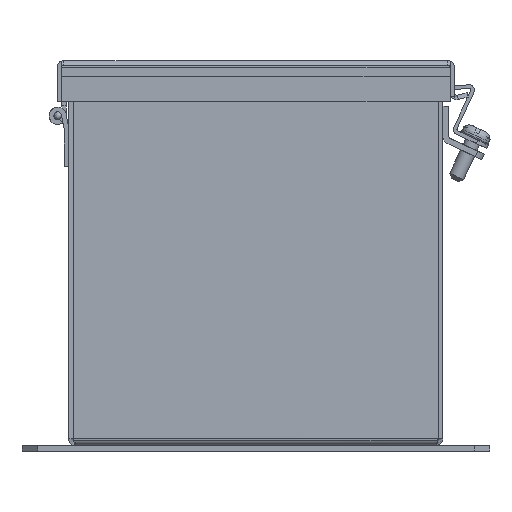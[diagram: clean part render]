
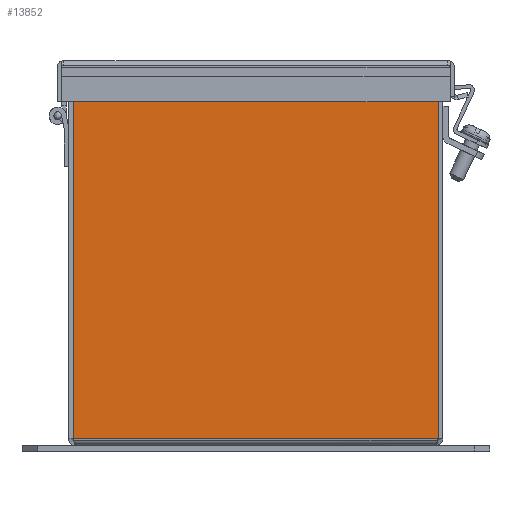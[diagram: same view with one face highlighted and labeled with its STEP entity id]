
A CAD part, left-side view. The second image highlights one B-rep face of the part: STEP entity #13852.
In plain terms, the highlighted planar face has unit normal (-1, 0, 0).
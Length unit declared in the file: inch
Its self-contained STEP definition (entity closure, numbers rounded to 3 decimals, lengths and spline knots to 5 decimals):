
#327 = EDGE_CURVE ( 'NONE', #16065, #2636, #7591, .T. ) ;
#515 = DIRECTION ( 'NONE',  ( 0., 0., 1. ) ) ;
#1061 = EDGE_CURVE ( 'NONE', #3950, #2636, #18194, .T. ) ;
#1210 = DIRECTION ( 'NONE',  ( 1., 0., 0. ) ) ;
#1247 = EDGE_CURVE ( 'NONE', #2567, #3950, #1903, .T. ) ;
#1871 = EDGE_LOOP ( 'NONE', ( #5490, #3488, #14725, #2171, #6039, #2175 ) ) ;
#1902 = CARTESIAN_POINT ( 'NONE',  ( -15., 2.91796, 5.892 ) ) ;
#1903 = LINE ( 'NONE', #6018, #4608 ) ;
#2171 = ORIENTED_EDGE ( 'NONE', *, *, #327, .T. ) ;
#2175 = ORIENTED_EDGE ( 'NONE', *, *, #1247, .F. ) ;
#2567 = VERTEX_POINT ( 'NONE', #1902 ) ;
#2576 = CARTESIAN_POINT ( 'NONE',  ( -15., -2.91796, 5.892 ) ) ;
#2636 = VERTEX_POINT ( 'NONE', #3333 ) ;
#2649 = VERTEX_POINT ( 'NONE', #5613 ) ;
#3333 = CARTESIAN_POINT ( 'NONE',  ( -15., -2.92789, 5.82223 ) ) ;
#3488 = ORIENTED_EDGE ( 'NONE', *, *, #17369, .F. ) ;
#3950 = VERTEX_POINT ( 'NONE', #2576 ) ;
#4179 = AXIS2_PLACEMENT_3D ( 'NONE', #10125, #6987, #18717 ) ;
#4560 = EDGE_CURVE ( 'NONE', #16065, #18076, #10616, .T. ) ;
#4608 = VECTOR ( 'NONE', #7735, 39.37008 ) ;
#4639 = LINE ( 'NONE', #8660, #14648 ) ;
#5490 = ORIENTED_EDGE ( 'NONE', *, *, #5503, .F. ) ;
#5503 = EDGE_CURVE ( 'NONE', #2649, #2567, #12350, .T. ) ;
#5613 = CARTESIAN_POINT ( 'NONE',  ( -15., 2.92789, 5.82223 ) ) ;
#6018 = CARTESIAN_POINT ( 'NONE',  ( -15., 20.406, 5.892 ) ) ;
#6039 = ORIENTED_EDGE ( 'NONE', *, *, #1061, .F. ) ;
#6987 = DIRECTION ( 'NONE',  ( 1., 0., 0. ) ) ;
#7412 = DIRECTION ( 'NONE',  ( 0., 0., 1. ) ) ;
#7591 = LINE ( 'NONE', #13391, #18314 ) ;
#7735 = DIRECTION ( 'NONE',  ( 0., -1., 0. ) ) ;
#8660 = CARTESIAN_POINT ( 'NONE',  ( -15., 2.92789, 0.108 ) ) ;
#8954 = FACE_OUTER_BOUND ( 'NONE', #1871, .T. ) ;
#10115 = CARTESIAN_POINT ( 'NONE',  ( -15., 20.406, 0. ) ) ;
#10125 = CARTESIAN_POINT ( 'NONE',  ( -15., -2.67789, 5.82223 ) ) ;
#10616 = LINE ( 'NONE', #18163, #12899 ) ;
#11725 = AXIS2_PLACEMENT_3D ( 'NONE', #10115, #17733, #14498 ) ;
#12052 = CARTESIAN_POINT ( 'NONE',  ( -15., 2.92789, 0.108 ) ) ;
#12135 = DIRECTION ( 'NONE',  ( 0., 1., 0. ) ) ;
#12350 = CIRCLE ( 'NONE', #13536, 0.25 ) ;
#12838 = CARTESIAN_POINT ( 'NONE',  ( -15., 2.67789, 5.82223 ) ) ;
#12899 = VECTOR ( 'NONE', #12135, 39.37008 ) ;
#12938 = DIRECTION ( 'NONE',  ( 0., 0., -1. ) ) ;
#13335 = PLANE ( 'NONE',  #11725 ) ;
#13391 = CARTESIAN_POINT ( 'NONE',  ( -15., -2.92789, 0.108 ) ) ;
#13536 = AXIS2_PLACEMENT_3D ( 'NONE', #12838, #1210, #12938 ) ;
#13852 = ADVANCED_FACE ( 'NONE', ( #8954 ), #13335, .F. ) ;
#14498 = DIRECTION ( 'NONE',  ( 0., -1., 0. ) ) ;
#14648 = VECTOR ( 'NONE', #7412, 39.37008 ) ;
#14725 = ORIENTED_EDGE ( 'NONE', *, *, #4560, .F. ) ;
#14903 = CARTESIAN_POINT ( 'NONE',  ( -15., -2.92789, 0.108 ) ) ;
#16065 = VERTEX_POINT ( 'NONE', #14903 ) ;
#17369 = EDGE_CURVE ( 'NONE', #18076, #2649, #4639, .T. ) ;
#17733 = DIRECTION ( 'NONE',  ( 1., 0., 0. ) ) ;
#18076 = VERTEX_POINT ( 'NONE', #12052 ) ;
#18163 = CARTESIAN_POINT ( 'NONE',  ( -15., -2.892, 0.108 ) ) ;
#18194 = CIRCLE ( 'NONE', #4179, 0.25 ) ;
#18314 = VECTOR ( 'NONE', #515, 39.37008 ) ;
#18717 = DIRECTION ( 'NONE',  ( 0., -1., 0. ) ) ;
